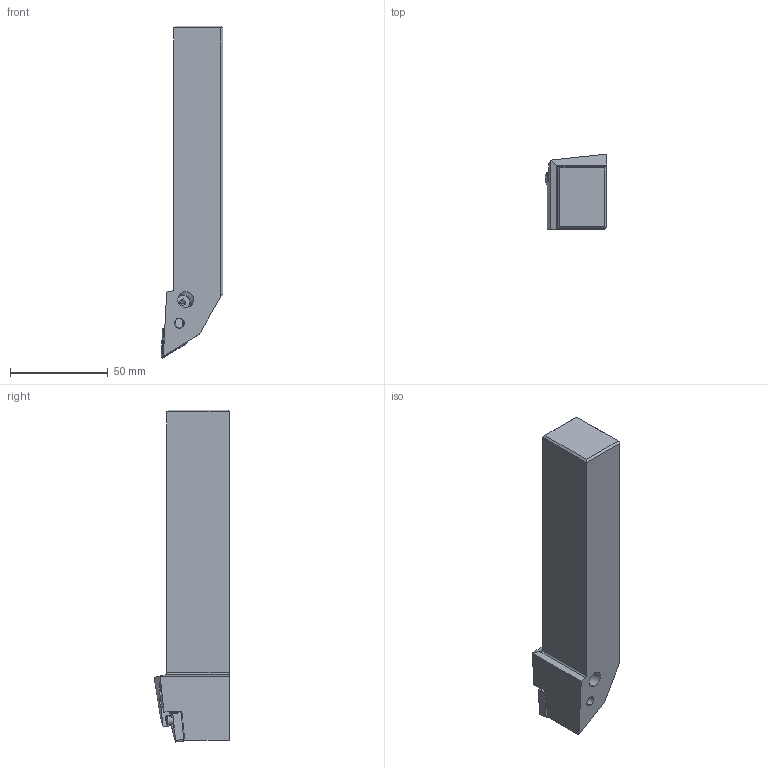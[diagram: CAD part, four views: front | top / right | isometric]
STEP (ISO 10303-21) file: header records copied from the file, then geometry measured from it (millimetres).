
FILE_DESCRIPTION(/* description */ (''),/* implementation_level */ '2;1');
FILE_NAME(/* name */ 'PDJNR3225P15.stp',/* time_stamp */ '2021-11-11T11:40:56+09:00',/* author */ (''),/* organization */ (''),/* preprocessor_version */ 'ST-DEVELOPER v16',/* originating_system */ 'SIEMENS PLM Software NX 10.0',/* authorisation */ '');
FILE_SCHEMA (('AUTOMOTIVE_DESIGN { 1 0 10303 214 3 1 1 1 }'));
Length unit declared in the file: millimetre
Products named in the file (1): PDJNR3225P15_ASM
Bounding box: 31.48 x 38 x 169.53 mm (x, y, z)
Volume: 127057.5 mm3; surface area: 23534.8 mm2
Topology: 5 solids, 5 shells, 170 faces, 441 edges, 277 vertices
Faces by surface type: plane 81, cylinder 47, cone 25, torus 11, bspline 4, extrusion 2
Entity records: 6248 total; most frequent: CARTESIAN_POINT 1936, DIRECTION 895, ORIENTED_EDGE 862, EDGE_CURVE 431, AXIS2_PLACEMENT_3D 330, VERTEX_POINT 272, VECTOR 235, LINE 233
